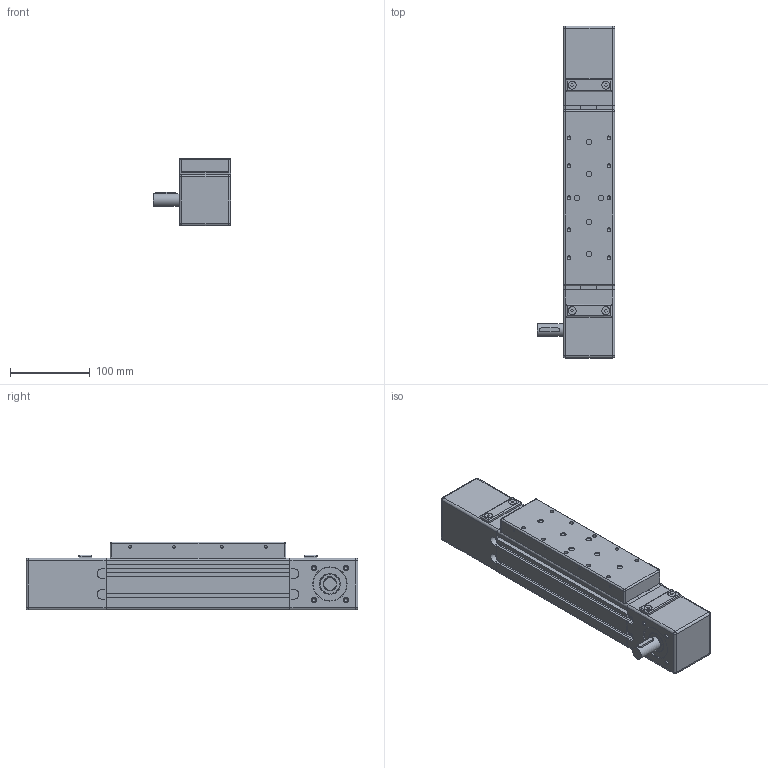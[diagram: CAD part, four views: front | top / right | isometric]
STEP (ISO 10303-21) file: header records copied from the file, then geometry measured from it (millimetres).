
FILE_DESCRIPTION((''),'2;1');
FILE_NAME('MTJ MRJ 65 L TIP 1L ASM.stp','2011-05-23T10:46:49',('Matej'),(''),'Autodesk Inventor 2011','Autodesk Inventor 2011','');
FILE_SCHEMA(('AUTOMOTIVE_DESIGN { 1 0 10303 214 1 1 1 1 }'));
Length unit declared in the file: millimetre
Products named in the file (6): MTJ MRJ 65 L TIP 1L ASM; MTJ MRJ 65 L TIP 1L; PROFIL MTJ IN MRJ 65 L; VOZIČEK MTJ IN MRJ 65 L; NAPENJALNI DEL MTJ IN MRJ 65; POGONSKI DEL MTJ IN MRJ 65 TIP 1L
Assembly tree (5 placements, depth 3):
  MTJ MRJ 65 L TIP 1L ASM
    MTJ MRJ 65 L TIP 1L
      PROFIL MTJ IN MRJ 65 L
      VOZIČEK MTJ IN MRJ 65 L
      NAPENJALNI DEL MTJ IN MRJ 65
      POGONSKI DEL MTJ IN MRJ 65 TIP 1L
Bounding box: 97.5 x 415 x 85 mm (x, y, z)
Volume: 1837162.8 mm3; surface area: 252137.1 mm2
Topology: 4 solids, 9 shells, 731 faces, 1816 edges, 1120 vertices
Faces by surface type: plane 440, cylinder 209, cone 61, sphere 12, torus 9
Full cylindrical faces by diameter (mm): 1 x1, 3.242 x8, 4.134 x4, 4.917 x18, 5 x2, 5.2 x2, 6 x2, 7 x6, 8 x1, 10 x10, 16 x1, 25 x2, 26 x2, 27.86 x1, 42 x2, 42.9 x2
Entity records: 21205 total; most frequent: DIRECTION 3694, CARTESIAN_POINT 3528, ORIENTED_EDGE 3264, EDGE_CURVE 1632, AXIS2_PLACEMENT_3D 1324, VERTEX_POINT 1081, VECTOR 1046, LINE 1046
